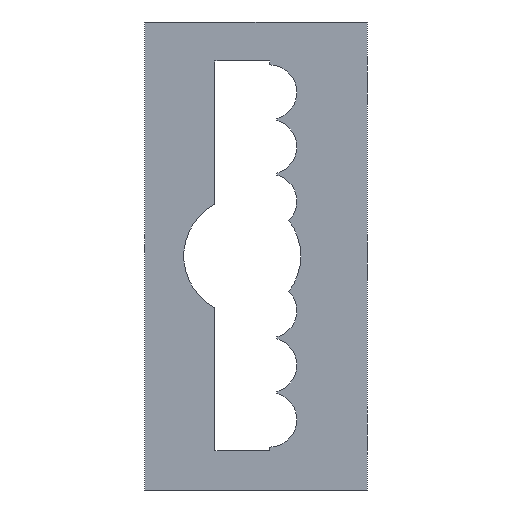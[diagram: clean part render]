
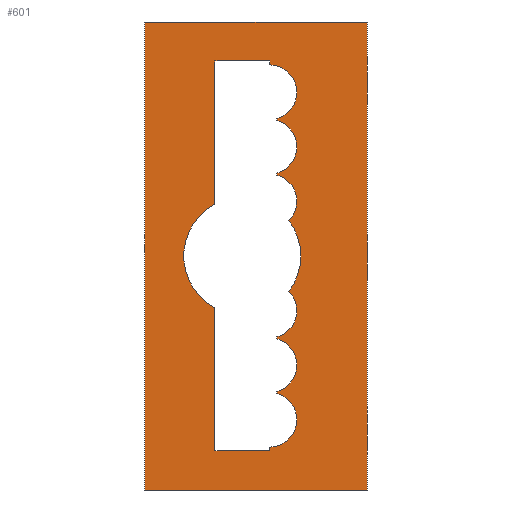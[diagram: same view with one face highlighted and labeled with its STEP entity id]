
A CAD part, front view. The second image highlights one B-rep face of the part: STEP entity #601.
In plain terms, the highlighted planar face has unit normal (0, -1, 0).
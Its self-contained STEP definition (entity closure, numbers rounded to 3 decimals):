
#21=FACE_BOUND('',#106,.T.);
#39=PLANE('',#675);
#69=FACE_OUTER_BOUND('',#105,.T.);
#105=EDGE_LOOP('',(#517,#518,#519,#520));
#106=EDGE_LOOP('',(#521,#522,#523,#524,#525,#526,#527,#528,#529,#530,#531,
#532,#533,#534,#535,#536,#537,#538));
#120=LINE('',#890,#180);
#123=LINE('',#896,#183);
#127=LINE('',#904,#187);
#131=LINE('',#916,#191);
#135=LINE('',#928,#195);
#141=LINE('',#952,#201);
#145=LINE('',#964,#205);
#149=LINE('',#976,#209);
#152=LINE('',#982,#212);
#155=LINE('',#988,#215);
#159=LINE('',#999,#219);
#161=LINE('',#1004,#221);
#165=LINE('',#1011,#225);
#167=LINE('',#1014,#227);
#180=VECTOR('',#720,10.);
#183=VECTOR('',#725,10.);
#187=VECTOR('',#731,10.);
#191=VECTOR('',#743,10.);
#195=VECTOR('',#755,10.);
#201=VECTOR('',#781,10.);
#205=VECTOR('',#793,10.);
#209=VECTOR('',#805,10.);
#212=VECTOR('',#810,10.);
#215=VECTOR('',#815,10.);
#219=VECTOR('',#827,10.);
#221=VECTOR('',#831,10.);
#225=VECTOR('',#837,10.);
#227=VECTOR('',#841,10.);
#237=CIRCLE('',#641,1.75);
#239=CIRCLE('',#645,1.75);
#241=CIRCLE('',#649,1.75);
#243=CIRCLE('',#652,3.75);
#245=CIRCLE('',#655,1.75);
#247=CIRCLE('',#659,1.75);
#249=CIRCLE('',#663,1.75);
#251=CIRCLE('',#669,3.75);
#267=VERTEX_POINT('',#888);
#268=VERTEX_POINT('',#889);
#269=VERTEX_POINT('',#894);
#270=VERTEX_POINT('',#895);
#273=VERTEX_POINT('',#903);
#275=VERTEX_POINT('',#909);
#277=VERTEX_POINT('',#915);
#279=VERTEX_POINT('',#921);
#281=VERTEX_POINT('',#927);
#283=VERTEX_POINT('',#933);
#285=VERTEX_POINT('',#939);
#287=VERTEX_POINT('',#945);
#289=VERTEX_POINT('',#951);
#291=VERTEX_POINT('',#957);
#293=VERTEX_POINT('',#963);
#295=VERTEX_POINT('',#969);
#297=VERTEX_POINT('',#975);
#299=VERTEX_POINT('',#981);
#301=VERTEX_POINT('',#987);
#303=VERTEX_POINT('',#993);
#305=VERTEX_POINT('',#1002);
#306=VERTEX_POINT('',#1003);
#328=EDGE_CURVE('',#267,#268,#120,.T.);
#331=EDGE_CURVE('',#269,#270,#123,.T.);
#335=EDGE_CURVE('',#273,#269,#127,.T.);
#338=EDGE_CURVE('',#275,#273,#237,.T.);
#341=EDGE_CURVE('',#277,#275,#131,.T.);
#344=EDGE_CURVE('',#279,#277,#239,.T.);
#347=EDGE_CURVE('',#281,#279,#135,.T.);
#350=EDGE_CURVE('',#283,#281,#241,.T.);
#353=EDGE_CURVE('',#285,#283,#243,.T.);
#356=EDGE_CURVE('',#287,#285,#245,.T.);
#359=EDGE_CURVE('',#289,#287,#141,.T.);
#362=EDGE_CURVE('',#291,#289,#247,.T.);
#365=EDGE_CURVE('',#293,#291,#145,.T.);
#368=EDGE_CURVE('',#295,#293,#249,.T.);
#371=EDGE_CURVE('',#297,#295,#149,.T.);
#374=EDGE_CURVE('',#299,#297,#152,.T.);
#377=EDGE_CURVE('',#301,#299,#155,.T.);
#380=EDGE_CURVE('',#303,#301,#251,.T.);
#383=EDGE_CURVE('',#270,#303,#159,.T.);
#385=EDGE_CURVE('',#305,#306,#161,.T.);
#389=EDGE_CURVE('',#306,#268,#165,.T.);
#391=EDGE_CURVE('',#267,#305,#167,.T.);
#517=ORIENTED_EDGE('',*,*,#391,.T.);
#518=ORIENTED_EDGE('',*,*,#385,.T.);
#519=ORIENTED_EDGE('',*,*,#389,.T.);
#520=ORIENTED_EDGE('',*,*,#328,.F.);
#521=ORIENTED_EDGE('',*,*,#331,.T.);
#522=ORIENTED_EDGE('',*,*,#383,.T.);
#523=ORIENTED_EDGE('',*,*,#380,.T.);
#524=ORIENTED_EDGE('',*,*,#377,.T.);
#525=ORIENTED_EDGE('',*,*,#374,.T.);
#526=ORIENTED_EDGE('',*,*,#371,.T.);
#527=ORIENTED_EDGE('',*,*,#368,.T.);
#528=ORIENTED_EDGE('',*,*,#365,.T.);
#529=ORIENTED_EDGE('',*,*,#362,.T.);
#530=ORIENTED_EDGE('',*,*,#359,.T.);
#531=ORIENTED_EDGE('',*,*,#356,.T.);
#532=ORIENTED_EDGE('',*,*,#353,.T.);
#533=ORIENTED_EDGE('',*,*,#350,.T.);
#534=ORIENTED_EDGE('',*,*,#347,.T.);
#535=ORIENTED_EDGE('',*,*,#344,.T.);
#536=ORIENTED_EDGE('',*,*,#341,.T.);
#537=ORIENTED_EDGE('',*,*,#338,.T.);
#538=ORIENTED_EDGE('',*,*,#335,.T.);
#601=ADVANCED_FACE('',(#69,#21),#39,.F.);
#641=AXIS2_PLACEMENT_3D('',#910,#736,#737);
#645=AXIS2_PLACEMENT_3D('',#922,#748,#749);
#649=AXIS2_PLACEMENT_3D('',#934,#760,#761);
#652=AXIS2_PLACEMENT_3D('',#940,#767,#768);
#655=AXIS2_PLACEMENT_3D('',#946,#774,#775);
#659=AXIS2_PLACEMENT_3D('',#958,#786,#787);
#663=AXIS2_PLACEMENT_3D('',#970,#798,#799);
#669=AXIS2_PLACEMENT_3D('',#994,#820,#821);
#675=AXIS2_PLACEMENT_3D('',#1016,#843,#844);
#720=DIRECTION('',(0.,0.,-1.));
#725=DIRECTION('',(-1.,0.,0.));
#731=DIRECTION('',(0.,0.,-1.));
#736=DIRECTION('center_axis',(0.,1.,0.));
#737=DIRECTION('ref_axis',(0.266,0.,0.964));
#743=DIRECTION('',(0.,0.,-1.));
#748=DIRECTION('center_axis',(0.,1.,0.));
#749=DIRECTION('ref_axis',(0.266,0.,0.964));
#755=DIRECTION('',(0.,0.,-1.));
#760=DIRECTION('center_axis',(0.,1.,0.));
#761=DIRECTION('ref_axis',(0.708,0.,0.706));
#767=DIRECTION('center_axis',(0.,1.,0.));
#768=DIRECTION('ref_axis',(0.797,0.,0.604));
#774=DIRECTION('center_axis',(0.,1.,0.));
#775=DIRECTION('ref_axis',(0.266,0.,0.964));
#781=DIRECTION('',(0.,0.,-1.));
#786=DIRECTION('center_axis',(0.,1.,0.));
#787=DIRECTION('ref_axis',(0.266,0.,0.964));
#793=DIRECTION('',(0.,0.,-1.));
#798=DIRECTION('center_axis',(0.,1.,0.));
#799=DIRECTION('ref_axis',(0.,0.,1.));
#805=DIRECTION('',(0.,0.,-1.));
#810=DIRECTION('',(1.,0.,0.));
#815=DIRECTION('',(0.,0.,1.));
#820=DIRECTION('center_axis',(0.,1.,0.));
#821=DIRECTION('ref_axis',(-0.467,0.,-0.884));
#827=DIRECTION('',(0.,0.,1.));
#831=DIRECTION('',(0.,0.,-1.));
#837=DIRECTION('',(1.,0.,0.));
#841=DIRECTION('',(-1.,0.,0.));
#843=DIRECTION('center_axis',(0.,1.,0.));
#844=DIRECTION('ref_axis',(0.,0.,1.));
#888=CARTESIAN_POINT('',(1.759,0.,0.));
#889=CARTESIAN_POINT('',(1.759,0.,-30.));
#890=CARTESIAN_POINT('',(1.759,0.,0.));
#894=CARTESIAN_POINT('',(-4.5,0.,-27.5));
#895=CARTESIAN_POINT('',(-8.,0.,-27.5));
#896=CARTESIAN_POINT('',(-5.375,0.,-27.5));
#903=CARTESIAN_POINT('',(-4.5,0.,-27.25));
#904=CARTESIAN_POINT('',(-4.5,0.,-21.125));
#909=CARTESIAN_POINT('',(-4.034,0.,-23.813));
#910=CARTESIAN_POINT('Origin',(-4.5,0.,-25.5));
#915=CARTESIAN_POINT('',(-4.034,0.,-23.687));
#916=CARTESIAN_POINT('',(-4.034,0.,-19.343));
#921=CARTESIAN_POINT('',(-4.034,0.,-20.313));
#922=CARTESIAN_POINT('Origin',(-4.5,0.,-22.));
#927=CARTESIAN_POINT('',(-4.034,0.,-20.187));
#928=CARTESIAN_POINT('',(-4.034,0.,-17.593));
#933=CARTESIAN_POINT('',(-3.261,0.,-17.264));
#934=CARTESIAN_POINT('Origin',(-4.5,0.,-18.5));
#939=CARTESIAN_POINT('',(-3.261,0.,-12.736));
#940=CARTESIAN_POINT('Origin',(-6.25,0.,-15.));
#945=CARTESIAN_POINT('',(-4.034,0.,-9.813));
#946=CARTESIAN_POINT('Origin',(-4.5,0.,-11.5));
#951=CARTESIAN_POINT('',(-4.034,0.,-9.687));
#952=CARTESIAN_POINT('',(-4.034,0.,-12.343));
#957=CARTESIAN_POINT('',(-4.034,0.,-6.313));
#958=CARTESIAN_POINT('Origin',(-4.5,0.,-8.));
#963=CARTESIAN_POINT('',(-4.034,0.,-6.187));
#964=CARTESIAN_POINT('',(-4.034,0.,-10.593));
#969=CARTESIAN_POINT('',(-4.5,0.,-2.75));
#970=CARTESIAN_POINT('Origin',(-4.5,0.,-4.5));
#975=CARTESIAN_POINT('',(-4.5,0.,-2.5));
#976=CARTESIAN_POINT('',(-4.5,0.,-8.75));
#981=CARTESIAN_POINT('',(-8.,0.,-2.5));
#982=CARTESIAN_POINT('',(-7.125,0.,-2.5));
#987=CARTESIAN_POINT('',(-8.,0.,-11.683));
#988=CARTESIAN_POINT('',(-8.,0.,-13.342));
#993=CARTESIAN_POINT('',(-8.,0.,-18.317));
#994=CARTESIAN_POINT('Origin',(-6.25,0.,-15.));
#999=CARTESIAN_POINT('',(-8.,0.,-21.25));
#1002=CARTESIAN_POINT('',(-12.5,0.,0.));
#1003=CARTESIAN_POINT('',(-12.5,0.,-30.));
#1004=CARTESIAN_POINT('',(-12.5,0.,0.));
#1011=CARTESIAN_POINT('',(-12.5,0.,-30.));
#1014=CARTESIAN_POINT('',(0.,0.,0.));
#1016=CARTESIAN_POINT('Origin',(-6.25,0.,-15.));
